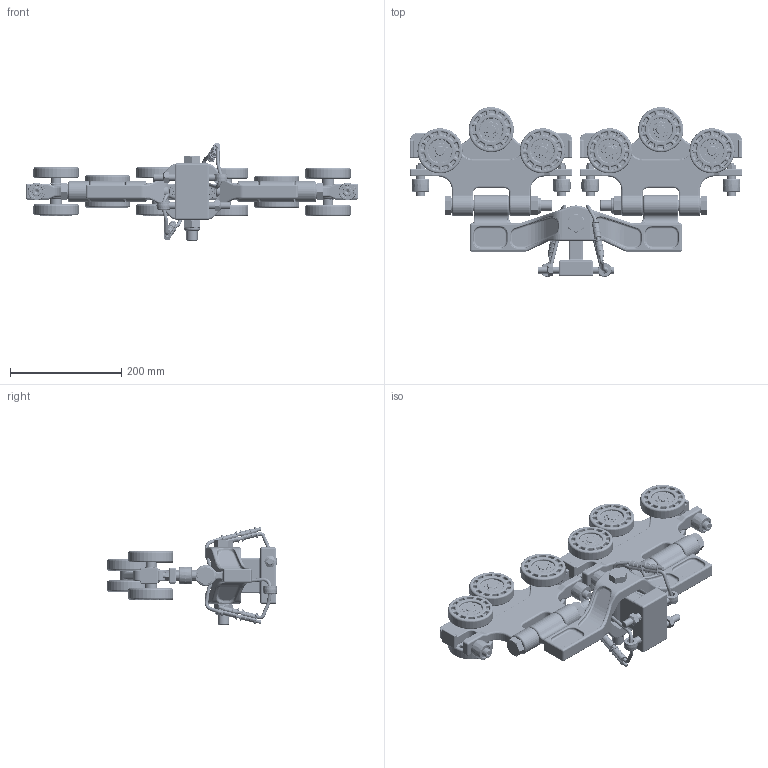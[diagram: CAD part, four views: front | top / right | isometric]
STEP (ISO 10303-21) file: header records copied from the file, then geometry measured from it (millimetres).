
FILE_DESCRIPTION((''),'2;1');
FILE_NAME('22068 ETA-8 RIGID DUAL END TRUCK WITH KU.stp','2011-03-22T05:50:04',('jholman'),(''),'Autodesk Inventor 2011','Autodesk Inventor 2011','');
FILE_SCHEMA(('AUTOMOTIVE_DESIGN { 1 0 10303 214 1 1 1 1 }'));
Length unit declared in the file: inch
Products named in the file (26): 22068; 20068; 3D11Z4B4D; 3D11JDF4B; 57141; 3D11I6B4A; 32045; 3D11HDF4B; 3D11IDF4A; 3D11H6B4A; 3D11ODF4B; 3D11KDF4A; 3D11MDF4A; 3D11LDF4A; 3D11NDF4A; Hex Nut - UNC (Regular Thread - Inch) 3/8 - 16; Hex Cap Screw - Metric M20 x 180; 3D1173G4D; AS 1420 - Metric M10 x 50; 3D11C4B4C; 3D11ZFB4C; Hex Cap Screw - Metric M20 x 140; 3D111MD4A; 3D115MD4D; 3D115FD4B; Prevailing Torque Type Hex Nut - UNC (Regular Thread - Inch)  (IFI) 1/2 - 13 Metal Type
Assembly tree (50 placements, depth 4):
  22068
    20068  x2
      3D11Z4B4D
      3D11JDF4B
      57141
      3D11I6B4A
      32045
        3D11HDF4B
        3D11IDF4A
      3D11H6B4A
      3D11ODF4B
        3D11KDF4A
        3D11MDF4A  x2
        3D11LDF4A
        3D11NDF4A
      Hex Nut - UNC (Regular Thread - Inch) 3/8 - 16
      Hex Cap Screw - Metric M20 x 180
      3D1173G4D
      AS 1420 - Metric M10 x 50
    3D11C4B4C
    3D11ZFB4C
    Hex Cap Screw - Metric M20 x 140
    3D111MD4A  x4
    3D115MD4D  x2
    3D115FD4B  x2
    Prevailing Torque Type Hex Nut - UNC (Regular Thread - Inch)  (IFI) 1/2 - 13 Metal Type  x2
    3D1173G4D
Bounding box: 596.9 x 305.34 x 177 mm (x, y, z)
Volume: 3357595.6 mm3; surface area: 826286.3 mm2
Topology: 92 solids, 96 shells, 13326 faces, 30680 edges, 16798 vertices
Faces by surface type: plane 3380, bspline 3257, torus 2431, cylinder 2104, sphere 1368, cone 786
Full cylindrical faces by diameter (mm): 1.016 x24, 1.321 x12, 6.35 x18, 7.798 x4, 9.525 x16, 9.754 x4, 10 x4, 10.592 x2, 12.7 x12, 14.288 x2, 15.392 x4, 15.875 x4, 15.977 x8, 16 x4, 16.954 x24, 16.993 x12, 17.475 x3, 17.602 x3, 17.78 x4, 17.882 x6, 18.974 x3, 19.05 x22, 19.447 x2, 20 x3, 20.638 x6, 22.098 x8, 22.174 x8, 22.225 x15, 26.594 x24, 26.797 x24
Entity records: 72756 total; most frequent: CARTESIAN_POINT 25359, DIRECTION 9885, ORIENTED_EDGE 9298, EDGE_CURVE 4649, AXIS2_PLACEMENT_3D 4275, VERTEX_POINT 2740, EDGE_LOOP 2539, CIRCLE 2311
